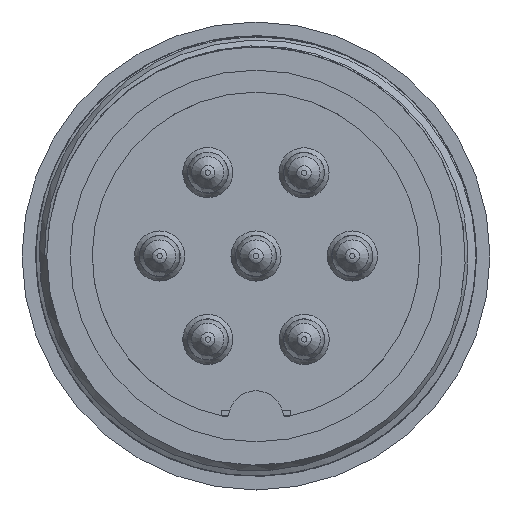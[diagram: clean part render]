
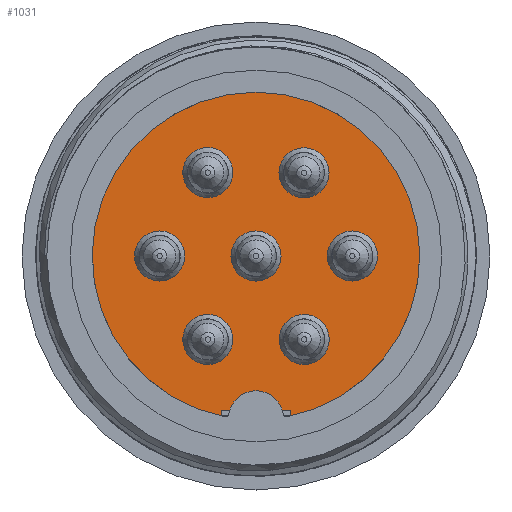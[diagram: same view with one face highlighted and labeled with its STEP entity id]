
A CAD part, front view. The second image highlights one B-rep face of the part: STEP entity #1031.
In plain terms, the highlighted planar face has unit normal (0, -1, 0).
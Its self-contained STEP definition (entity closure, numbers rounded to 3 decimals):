
#925=LINE('',#2967,#958);
#926=LINE('',#2969,#959);
#927=LINE('',#2971,#960);
#958=VECTOR('',#2486,1.);
#959=VECTOR('',#2487,1.);
#960=VECTOR('',#2488,1.);
#1031=ADVANCED_FACE('',(#1183,#1184,#1185,#1186,#1187,#1188,#1189,#1190),
#1141,.T.);
#1141=PLANE('',#2264);
#1183=FACE_BOUND('',#1353,.T.);
#1184=FACE_BOUND('',#1354,.T.);
#1185=FACE_BOUND('',#1355,.T.);
#1186=FACE_BOUND('',#1356,.T.);
#1187=FACE_BOUND('',#1357,.T.);
#1188=FACE_BOUND('',#1358,.T.);
#1189=FACE_BOUND('',#1359,.T.);
#1190=FACE_BOUND('',#1360,.T.);
#1353=EDGE_LOOP('',(#1572));
#1354=EDGE_LOOP('',(#1573));
#1355=EDGE_LOOP('',(#1574));
#1356=EDGE_LOOP('',(#1575));
#1357=EDGE_LOOP('',(#1576));
#1358=EDGE_LOOP('',(#1577));
#1359=EDGE_LOOP('',(#1578));
#1360=EDGE_LOOP('',(#1579,#1580,#1581,#1582));
#1572=ORIENTED_EDGE('',*,*,#2000,.T.);
#1573=ORIENTED_EDGE('',*,*,#2001,.T.);
#1574=ORIENTED_EDGE('',*,*,#2002,.T.);
#1575=ORIENTED_EDGE('',*,*,#2003,.T.);
#1576=ORIENTED_EDGE('',*,*,#2004,.T.);
#1577=ORIENTED_EDGE('',*,*,#2005,.T.);
#1578=ORIENTED_EDGE('',*,*,#2006,.T.);
#1579=ORIENTED_EDGE('',*,*,#2007,.F.);
#1580=ORIENTED_EDGE('',*,*,#2008,.T.);
#1581=ORIENTED_EDGE('',*,*,#2009,.T.);
#1582=ORIENTED_EDGE('',*,*,#2010,.T.);
#1865=VERTEX_POINT('',#2951);
#1866=VERTEX_POINT('',#2953);
#1867=VERTEX_POINT('',#2955);
#1868=VERTEX_POINT('',#2957);
#1869=VERTEX_POINT('',#2959);
#1870=VERTEX_POINT('',#2961);
#1871=VERTEX_POINT('',#2963);
#1872=VERTEX_POINT('',#2965);
#1873=VERTEX_POINT('',#2966);
#1874=VERTEX_POINT('',#2968);
#1875=VERTEX_POINT('',#2970);
#2000=EDGE_CURVE('',#1865,#1865,#2148,.T.);
#2001=EDGE_CURVE('',#1866,#1866,#2149,.T.);
#2002=EDGE_CURVE('',#1867,#1867,#2150,.T.);
#2003=EDGE_CURVE('',#1868,#1868,#2151,.T.);
#2004=EDGE_CURVE('',#1869,#1869,#2152,.T.);
#2005=EDGE_CURVE('',#1870,#1870,#2153,.T.);
#2006=EDGE_CURVE('',#1871,#1871,#2154,.T.);
#2007=EDGE_CURVE('',#1872,#1873,#2155,.T.);
#2008=EDGE_CURVE('',#1872,#1874,#925,.T.);
#2009=EDGE_CURVE('',#1874,#1875,#926,.T.);
#2010=EDGE_CURVE('',#1875,#1873,#927,.T.);
#2148=CIRCLE('',#2256,0.91);
#2149=CIRCLE('',#2257,0.91);
#2150=CIRCLE('',#2258,0.91);
#2151=CIRCLE('',#2259,0.91);
#2152=CIRCLE('',#2260,0.91);
#2153=CIRCLE('',#2261,0.91);
#2154=CIRCLE('',#2262,0.91);
#2155=CIRCLE('',#2263,5.95);
#2256=AXIS2_PLACEMENT_3D('',#2950,#2470,#2471);
#2257=AXIS2_PLACEMENT_3D('',#2952,#2472,#2473);
#2258=AXIS2_PLACEMENT_3D('',#2954,#2474,#2475);
#2259=AXIS2_PLACEMENT_3D('',#2956,#2476,#2477);
#2260=AXIS2_PLACEMENT_3D('',#2958,#2478,#2479);
#2261=AXIS2_PLACEMENT_3D('',#2960,#2480,#2481);
#2262=AXIS2_PLACEMENT_3D('',#2962,#2482,#2483);
#2263=AXIS2_PLACEMENT_3D('',#2964,#2484,#2485);
#2264=AXIS2_PLACEMENT_3D('',#2972,#2489,#2490);
#2470=DIRECTION('',(0.,1.,0.));
#2471=DIRECTION('',(1.,0.,0.));
#2472=DIRECTION('',(0.,1.,0.));
#2473=DIRECTION('',(1.,0.,0.));
#2474=DIRECTION('',(0.,1.,0.));
#2475=DIRECTION('',(1.,0.,0.));
#2476=DIRECTION('',(0.,1.,0.));
#2477=DIRECTION('',(1.,0.,0.));
#2478=DIRECTION('',(0.,1.,0.));
#2479=DIRECTION('',(1.,0.,0.));
#2480=DIRECTION('',(0.,1.,0.));
#2481=DIRECTION('',(1.,0.,0.));
#2482=DIRECTION('',(0.,1.,0.));
#2483=DIRECTION('',(1.,0.,0.));
#2484=DIRECTION('',(0.,1.,0.));
#2485=DIRECTION('',(0.,0.,-1.));
#2486=DIRECTION('',(0.,0.,1.));
#2487=DIRECTION('',(1.,0.,0.));
#2488=DIRECTION('',(0.,0.,-1.));
#2489=DIRECTION('',(0.,-1.,0.));
#2490=DIRECTION('',(1.,0.,0.));
#2950=CARTESIAN_POINT('',(-13.337,-5.218,7.366));
#2951=CARTESIAN_POINT('',(-12.427,-5.218,7.366));
#2952=CARTESIAN_POINT('',(-11.587,-5.218,4.335));
#2953=CARTESIAN_POINT('',(-10.677,-5.218,4.335));
#2954=CARTESIAN_POINT('',(-9.837,-5.218,7.366));
#2955=CARTESIAN_POINT('',(-8.927,-5.218,7.366));
#2956=CARTESIAN_POINT('',(-11.593,-5.218,10.387));
#2957=CARTESIAN_POINT('',(-10.683,-5.218,10.387));
#2958=CARTESIAN_POINT('',(-15.087,-5.218,10.398));
#2959=CARTESIAN_POINT('',(-14.177,-5.218,10.398));
#2960=CARTESIAN_POINT('',(-16.837,-5.218,7.366));
#2961=CARTESIAN_POINT('',(-15.927,-5.218,7.366));
#2962=CARTESIAN_POINT('',(-15.087,-5.218,4.335));
#2963=CARTESIAN_POINT('',(-14.177,-5.218,4.335));
#2964=CARTESIAN_POINT('',(-13.337,-5.218,7.366));
#2965=CARTESIAN_POINT('',(-14.587,-5.218,1.549));
#2966=CARTESIAN_POINT('',(-12.087,-5.218,1.549));
#2967=CARTESIAN_POINT('',(-14.587,-5.218,0.988));
#2968=CARTESIAN_POINT('',(-14.587,-5.218,1.766));
#2969=CARTESIAN_POINT('',(-14.587,-5.218,1.766));
#2970=CARTESIAN_POINT('',(-12.087,-5.218,1.766));
#2971=CARTESIAN_POINT('',(-12.087,-5.218,1.766));
#2972=CARTESIAN_POINT('',(-20.487,-5.218,0.216));
